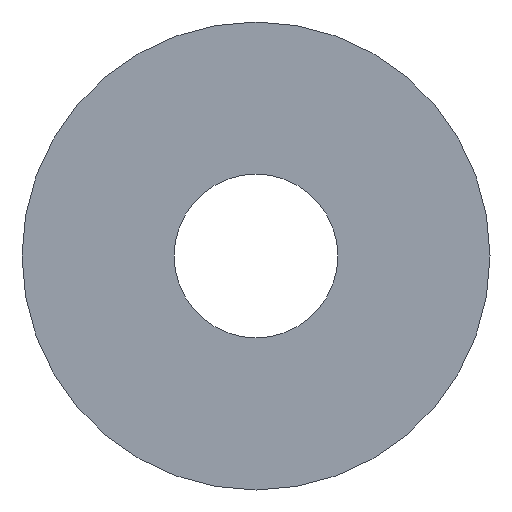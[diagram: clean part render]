
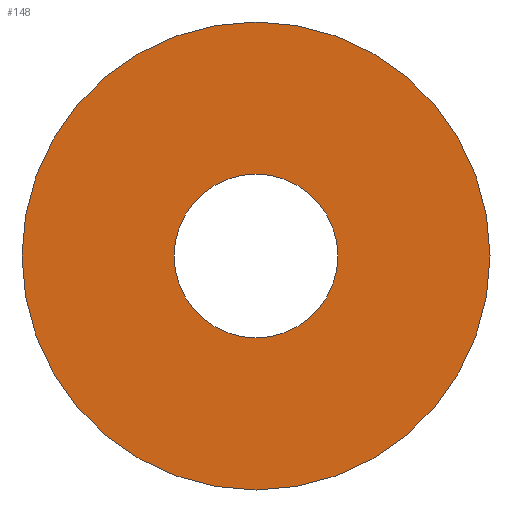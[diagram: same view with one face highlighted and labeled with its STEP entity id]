
A CAD part, front view. The second image highlights one B-rep face of the part: STEP entity #148.
In plain terms, the highlighted planar face has unit normal (0, -1, 0).
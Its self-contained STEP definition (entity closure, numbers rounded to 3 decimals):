
#32 = VERTEX_POINT ( 'NONE', #342 ) ;
#34 = EDGE_LOOP ( 'NONE', ( #64, #112 ) ) ;
#40 = FACE_OUTER_BOUND ( 'NONE', #113, .T. ) ;
#64 = ORIENTED_EDGE ( 'NONE', *, *, #151, .T. ) ;
#86 = VERTEX_POINT ( 'NONE', #320 ) ;
#92 = VERTEX_POINT ( 'NONE', #313 ) ;
#96 = ORIENTED_EDGE ( 'NONE', *, *, #163, .F. ) ;
#101 = FACE_BOUND ( 'NONE', #34, .T. ) ;
#109 = ORIENTED_EDGE ( 'NONE', *, *, #143, .F. ) ;
#112 = ORIENTED_EDGE ( 'NONE', *, *, #142, .T. ) ;
#113 = EDGE_LOOP ( 'NONE', ( #109, #96 ) ) ;
#115 = VERTEX_POINT ( 'NONE', #325 ) ;
#142 = EDGE_CURVE ( 'NONE', #92, #86, #166, .T. ) ;
#143 = EDGE_CURVE ( 'NONE', #32, #115, #212, .T. ) ;
#148 = ADVANCED_FACE ( 'NONE', ( #101, #40 ), #247, .T. ) ;
#151 = EDGE_CURVE ( 'NONE', #86, #92, #176, .T. ) ;
#163 = EDGE_CURVE ( 'NONE', #115, #32, #208, .T. ) ;
#166 = CIRCLE ( 'NONE', #213, 1.75 ) ;
#176 = CIRCLE ( 'NONE', #227, 1.75 ) ;
#184 = AXIS2_PLACEMENT_3D ( 'NONE', #307, #245, #284 ) ;
#205 = AXIS2_PLACEMENT_3D ( 'NONE', #232, #234, #286 ) ;
#208 = CIRCLE ( 'NONE', #205, 5. ) ;
#212 = CIRCLE ( 'NONE', #221, 5. ) ;
#213 = AXIS2_PLACEMENT_3D ( 'NONE', #258, #270, #289 ) ;
#221 = AXIS2_PLACEMENT_3D ( 'NONE', #296, #242, #246 ) ;
#227 = AXIS2_PLACEMENT_3D ( 'NONE', #290, #312, #283 ) ;
#232 = CARTESIAN_POINT ( 'NONE',  ( 0., 0., 0. ) ) ;
#234 = DIRECTION ( 'NONE',  ( 0., 1., 0. ) ) ;
#242 = DIRECTION ( 'NONE',  ( 0., 1., 0. ) ) ;
#245 = DIRECTION ( 'NONE',  ( 0., -1., 0. ) ) ;
#246 = DIRECTION ( 'NONE',  ( 0., 0., 1. ) ) ;
#247 = PLANE ( 'NONE',  #184 ) ;
#258 = CARTESIAN_POINT ( 'NONE',  ( 0., 0., 0. ) ) ;
#270 = DIRECTION ( 'NONE',  ( 0., 1., 0. ) ) ;
#283 = DIRECTION ( 'NONE',  ( 0., 0., 1. ) ) ;
#284 = DIRECTION ( 'NONE',  ( 0., 0., -1. ) ) ;
#286 = DIRECTION ( 'NONE',  ( 0., 0., 1. ) ) ;
#289 = DIRECTION ( 'NONE',  ( 0., 0., 1. ) ) ;
#290 = CARTESIAN_POINT ( 'NONE',  ( 0., 0., 0. ) ) ;
#296 = CARTESIAN_POINT ( 'NONE',  ( 0., 0., 0. ) ) ;
#307 = CARTESIAN_POINT ( 'NONE',  ( 0., 0., 5. ) ) ;
#312 = DIRECTION ( 'NONE',  ( 0., 1., 0. ) ) ;
#313 = CARTESIAN_POINT ( 'NONE',  ( 0., 0., -1.75 ) ) ;
#320 = CARTESIAN_POINT ( 'NONE',  ( 0., 0., 1.75 ) ) ;
#325 = CARTESIAN_POINT ( 'NONE',  ( 0., 0., -5. ) ) ;
#342 = CARTESIAN_POINT ( 'NONE',  ( 0., 0., 5. ) ) ;
